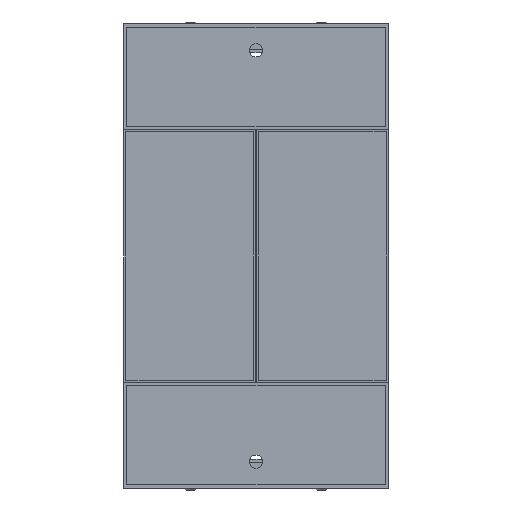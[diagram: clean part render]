
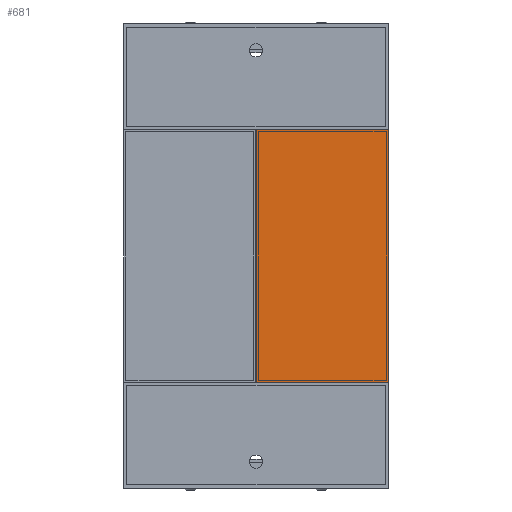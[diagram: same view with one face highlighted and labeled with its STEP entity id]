
A CAD part, left-side view. The second image highlights one B-rep face of the part: STEP entity #681.
In plain terms, the highlighted face is planar.
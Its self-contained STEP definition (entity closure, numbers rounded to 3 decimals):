
#589 = VECTOR ( 'NONE', #5256, 1000. ) ;
#681 = ADVANCED_FACE ( 'NONE', ( #2847 ), #1479, .T. ) ;
#835 = EDGE_CURVE ( 'NONE', #1386, #4231, #3867, .T. ) ;
#886 = CARTESIAN_POINT ( 'NONE',  ( -95., 49.5, -0.75 ) ) ;
#902 = VERTEX_POINT ( 'NONE', #5511 ) ;
#948 = CARTESIAN_POINT ( 'NONE',  ( 0., 0., -0.75 ) ) ;
#1166 = VECTOR ( 'NONE', #1764, 1000. ) ;
#1386 = VERTEX_POINT ( 'NONE', #3828 ) ;
#1474 = LINE ( 'NONE', #6644, #5655 ) ;
#1479 = PLANE ( 'NONE',  #2052 ) ;
#1764 = DIRECTION ( 'NONE',  ( 0., 1., 0. ) ) ;
#2052 = AXIS2_PLACEMENT_3D ( 'NONE', #948, #5836, #2614 ) ;
#2075 = EDGE_CURVE ( 'NONE', #1386, #2275, #1474, .T. ) ;
#2275 = VERTEX_POINT ( 'NONE', #6847 ) ;
#2333 = CARTESIAN_POINT ( 'NONE',  ( 95., -49.5, -0.75 ) ) ;
#2614 = DIRECTION ( 'NONE',  ( -1., 0., 0. ) ) ;
#2823 = EDGE_LOOP ( 'NONE', ( #6488, #6127, #5059, #5600 ) ) ;
#2847 = FACE_OUTER_BOUND ( 'NONE', #2823, .T. ) ;
#2910 = DIRECTION ( 'NONE',  ( 0., 1., 0. ) ) ;
#3312 = CARTESIAN_POINT ( 'NONE',  ( -95., -49.5, -0.75 ) ) ;
#3473 = EDGE_CURVE ( 'NONE', #4231, #902, #5370, .T. ) ;
#3518 = LINE ( 'NONE', #886, #589 ) ;
#3664 = EDGE_CURVE ( 'NONE', #2275, #902, #3518, .T. ) ;
#3828 = CARTESIAN_POINT ( 'NONE',  ( -95., -49.5, -0.75 ) ) ;
#3867 = LINE ( 'NONE', #3312, #6682 ) ;
#4231 = VERTEX_POINT ( 'NONE', #2333 ) ;
#4522 = CARTESIAN_POINT ( 'NONE',  ( 95., -49.5, -0.75 ) ) ;
#5059 = ORIENTED_EDGE ( 'NONE', *, *, #3473, .F. ) ;
#5256 = DIRECTION ( 'NONE',  ( 1., 0., 0. ) ) ;
#5370 = LINE ( 'NONE', #4522, #1166 ) ;
#5511 = CARTESIAN_POINT ( 'NONE',  ( 95., 49.5, -0.75 ) ) ;
#5600 = ORIENTED_EDGE ( 'NONE', *, *, #835, .F. ) ;
#5655 = VECTOR ( 'NONE', #2910, 1000. ) ;
#5836 = DIRECTION ( 'NONE',  ( 0., 0., -1. ) ) ;
#6127 = ORIENTED_EDGE ( 'NONE', *, *, #3664, .T. ) ;
#6488 = ORIENTED_EDGE ( 'NONE', *, *, #2075, .T. ) ;
#6644 = CARTESIAN_POINT ( 'NONE',  ( -95., -49.5, -0.75 ) ) ;
#6682 = VECTOR ( 'NONE', #7040, 1000. ) ;
#6847 = CARTESIAN_POINT ( 'NONE',  ( -95., 49.5, -0.75 ) ) ;
#7040 = DIRECTION ( 'NONE',  ( 1., 0., 0. ) ) ;
